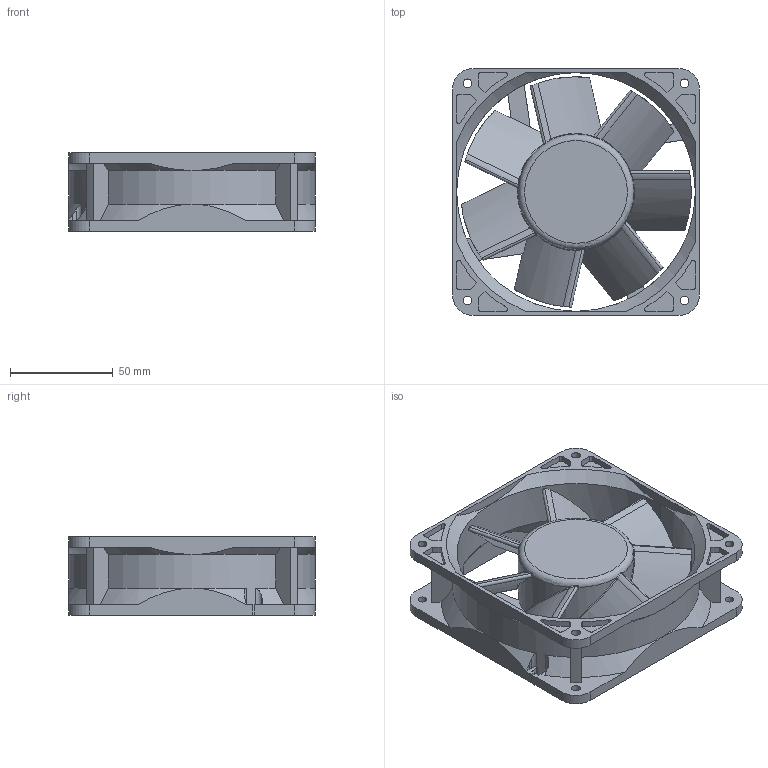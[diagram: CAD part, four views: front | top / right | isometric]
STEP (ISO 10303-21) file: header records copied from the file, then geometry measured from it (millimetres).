
FILE_DESCRIPTION(/* description */ (''),/* implementation_level */ '2;1');
FILE_NAME(/* name */ 'HD-1238',/* time_stamp */ '2022-03-18T10:19:52+08:00',/* author */ (''),/* organization */ (''),/* preprocessor_version */ 'ST-DEVELOPER v9',/* originating_system */ 'UGS - NX 4.0',/* authorisation */ '');
FILE_SCHEMA (('CONFIG_CONTROL_DESIGN'));
Length unit declared in the file: millimetre
Products named in the file (1): 53039B6Dx3t6
Bounding box: 120 x 120 x 38 mm (x, y, z)
Volume: 173488.8 mm3; surface area: 75222.1 mm2
Topology: 1 solids, 3 shells, 382 faces, 1031 edges, 669 vertices
Faces by surface type: cylinder 153, plane 150, bspline 49, cone 29, torus 1
Full cylindrical faces by diameter (mm): 4.3 x8
Entity records: 13448 total; most frequent: CARTESIAN_POINT 4152, ORIENTED_EDGE 2026, DIRECTION 1795, EDGE_CURVE 1013, AXIS2_PLACEMENT_3D 667, VERTEX_POINT 662, LINE 461, VECTOR 461
